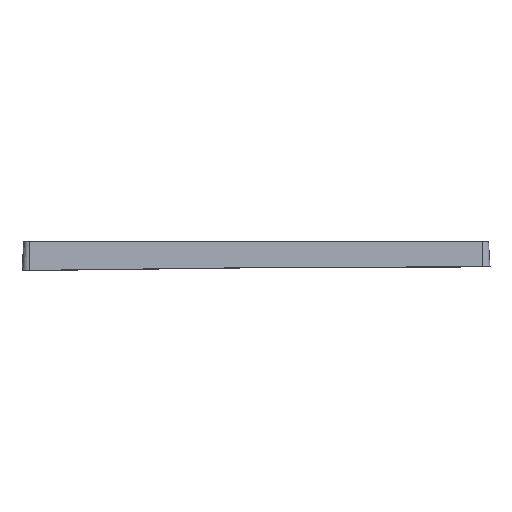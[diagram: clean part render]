
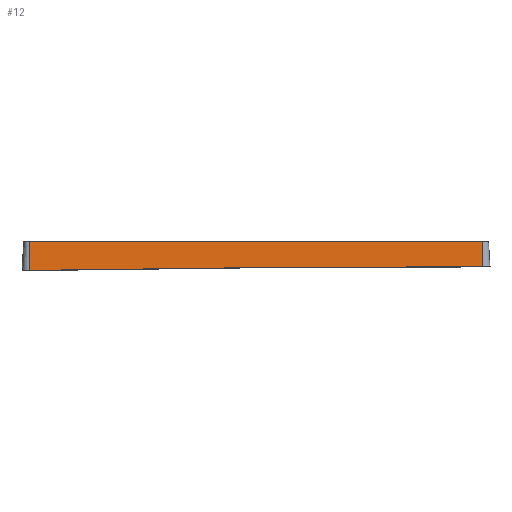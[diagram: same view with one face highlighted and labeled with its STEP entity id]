
A CAD part, top view. The second image highlights one B-rep face of the part: STEP entity #12.
In plain terms, the highlighted planar face has unit normal (0, 0.061, 0.998).
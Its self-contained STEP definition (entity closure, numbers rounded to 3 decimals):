
#12 = ADVANCED_FACE ( 'NONE', ( #18489 ), #12732, .T. ) ;
#532 = CARTESIAN_POINT ( 'NONE',  ( 163.6, -10.823, 41.471 ) ) ;
#1024 = DIRECTION ( 'NONE',  ( 0., -0.998, 0.061 ) ) ;
#1374 = EDGE_LOOP ( 'NONE', ( #20627, #23952, #11635, #6558 ) ) ;
#1521 = AXIS2_PLACEMENT_3D ( 'NONE', #24804, #14480, #20636 ) ;
#3055 = CARTESIAN_POINT ( 'NONE',  ( -163.6, -13.472, 41.633 ) ) ;
#3180 = VERTEX_POINT ( 'NONE', #532 ) ;
#4688 = CARTESIAN_POINT ( 'NONE',  ( 163.6, 7.5, 40.35 ) ) ;
#5087 = CARTESIAN_POINT ( 'NONE',  ( -54.539, -11.899, 41.536 ) ) ;
#5824 = EDGE_CURVE ( 'NONE', #8495, #25716, #25720, .T. ) ;
#6558 = ORIENTED_EDGE ( 'NONE', *, *, #5824, .T. ) ;
#7305 = LINE ( 'NONE', #21242, #14260 ) ;
#7368 = CARTESIAN_POINT ( 'NONE',  ( -163.6, 7.5, 40.35 ) ) ;
#8495 = VERTEX_POINT ( 'NONE', #12254 ) ;
#8584 = LINE ( 'NONE', #22793, #11487 ) ;
#9120 = CARTESIAN_POINT ( 'NONE',  ( 109.063, -10.766, 41.467 ) ) ;
#10728 = B_SPLINE_CURVE_WITH_KNOTS ( 'NONE', 3,
 ( #25201, #9120, #21172, #5087, #21443, #3055 ),
 .UNSPECIFIED., .F., .F.,
 ( 4, 2, 4 ),
 ( 0., 0.164, 0.327 ),
 .UNSPECIFIED. ) ;
#10993 = CARTESIAN_POINT ( 'NONE',  ( -163.6, -13.472, 41.633 ) ) ;
#11202 = VERTEX_POINT ( 'NONE', #4688 ) ;
#11487 = VECTOR ( 'NONE', #14746, 1000. ) ;
#11635 = ORIENTED_EDGE ( 'NONE', *, *, #14869, .T. ) ;
#12254 = CARTESIAN_POINT ( 'NONE',  ( -163.6, 7.5, 40.35 ) ) ;
#12732 = PLANE ( 'NONE',  #1521 ) ;
#13811 = VECTOR ( 'NONE', #1024, 1000. ) ;
#14260 = VECTOR ( 'NONE', #19215, 1000. ) ;
#14480 = DIRECTION ( 'NONE',  ( 0., 0.061, 0.998 ) ) ;
#14746 = DIRECTION ( 'NONE',  ( 0., -0.998, 0.061 ) ) ;
#14869 = EDGE_CURVE ( 'NONE', #11202, #8495, #7305, .T. ) ;
#18489 = FACE_OUTER_BOUND ( 'NONE', #1374, .T. ) ;
#18818 = EDGE_CURVE ( 'NONE', #3180, #25716, #10728, .T. ) ;
#19215 = DIRECTION ( 'NONE',  ( -1., 0., 0. ) ) ;
#20627 = ORIENTED_EDGE ( 'NONE', *, *, #18818, .F. ) ;
#20636 = DIRECTION ( 'NONE',  ( 0., -0.998, 0.061 ) ) ;
#21172 = CARTESIAN_POINT ( 'NONE',  ( 54.528, -10.989, 41.481 ) ) ;
#21242 = CARTESIAN_POINT ( 'NONE',  ( 163.6, 7.5, 40.35 ) ) ;
#21255 = EDGE_CURVE ( 'NONE', #11202, #3180, #8584, .T. ) ;
#21443 = CARTESIAN_POINT ( 'NONE',  ( -109.07, -12.586, 41.579 ) ) ;
#22793 = CARTESIAN_POINT ( 'NONE',  ( 163.6, 7.5, 40.35 ) ) ;
#23952 = ORIENTED_EDGE ( 'NONE', *, *, #21255, .F. ) ;
#24804 = CARTESIAN_POINT ( 'NONE',  ( 163.6, 7.5, 40.35 ) ) ;
#25201 = CARTESIAN_POINT ( 'NONE',  ( 163.6, -10.823, 41.471 ) ) ;
#25716 = VERTEX_POINT ( 'NONE', #10993 ) ;
#25720 = LINE ( 'NONE', #7368, #13811 ) ;
